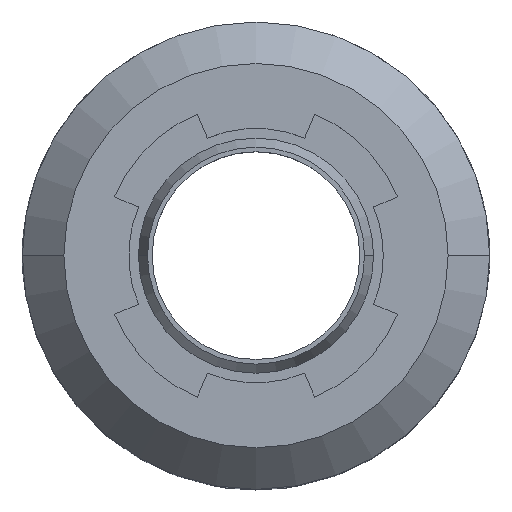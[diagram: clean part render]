
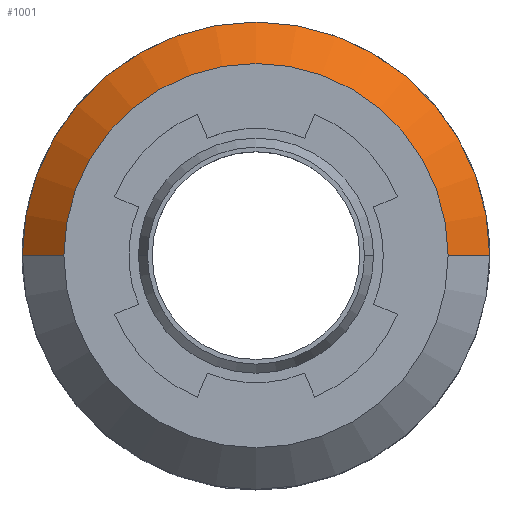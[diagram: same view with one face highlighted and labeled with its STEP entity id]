
A CAD part, top view. The second image highlights one B-rep face of the part: STEP entity #1001.
In plain terms, the highlighted conical face has half-angle 45 degrees and reference radius 18.5 mm.
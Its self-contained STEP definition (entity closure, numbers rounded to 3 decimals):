
#933 = ORIENTED_EDGE ( 'NONE', *, *, #934, .F. ) ;
#934 = EDGE_CURVE ( 'NONE', #955, #1049, #2891, .T. ) ;
#940 = ORIENTED_EDGE ( 'NONE', *, *, #1055, .F. ) ;
#955 = VERTEX_POINT ( 'NONE', #2985 ) ;
#956 = VERTEX_POINT ( 'NONE', #2984 ) ;
#957 = EDGE_CURVE ( 'NONE', #1057, #956, #2982, .T. ) ;
#958 = ORIENTED_EDGE ( 'NONE', *, *, #957, .T. ) ;
#975 = ORIENTED_EDGE ( 'NONE', *, *, #976, .F. ) ;
#976 = EDGE_CURVE ( 'NONE', #1057, #955, #3103, .T. ) ;
#1001 = ADVANCED_FACE ( 'NONE', ( #3148 ), #3147, .T. ) ;
#1002 = EDGE_LOOP ( 'NONE', ( #975, #958, #940, #933 ) ) ;
#1049 = VERTEX_POINT ( 'NONE', #3348 ) ;
#1055 = EDGE_CURVE ( 'NONE', #1049, #956, #3383, .T. ) ;
#1057 = VERTEX_POINT ( 'NONE', #3378 ) ;
#2888 = DIRECTION ( 'NONE',  ( -0.707, 0., -0.707 ) ) ;
#2889 = VECTOR ( 'NONE', #2888, 1000. ) ;
#2890 = CARTESIAN_POINT ( 'NONE',  ( -18.5, 0., 37. ) ) ;
#2891 = LINE ( 'NONE', #2890, #2889 ) ;
#2979 = DIRECTION ( 'NONE',  ( 0.707, 0., -0.707 ) ) ;
#2980 = VECTOR ( 'NONE', #2979, 1000. ) ;
#2981 = CARTESIAN_POINT ( 'NONE',  ( 18.5, 0., 37. ) ) ;
#2982 = LINE ( 'NONE', #2981, #2980 ) ;
#2984 = CARTESIAN_POINT ( 'NONE',  ( 22.5, 0., 33. ) ) ;
#2985 = CARTESIAN_POINT ( 'NONE',  ( -18.5, 0., 37. ) ) ;
#3099 = DIRECTION ( 'NONE',  ( 1., 0., 0. ) ) ;
#3100 = DIRECTION ( 'NONE',  ( 0., 0., 1. ) ) ;
#3101 = CARTESIAN_POINT ( 'NONE',  ( 0., 0., 37. ) ) ;
#3102 = AXIS2_PLACEMENT_3D ( 'NONE', #3101, #3100, #3099 ) ;
#3103 = CIRCLE ( 'NONE', #3102, 18.5 ) ;
#3147 = CONICAL_SURFACE ( 'NONE', #3149, 18.5, 0.785 ) ;
#3148 = FACE_OUTER_BOUND ( 'NONE', #1002, .T. ) ;
#3149 = AXIS2_PLACEMENT_3D ( 'NONE', #3205, #3204, #3203 ) ;
#3203 = DIRECTION ( 'NONE',  ( -1., 0., 0. ) ) ;
#3204 = DIRECTION ( 'NONE',  ( 0., 0., -1. ) ) ;
#3205 = CARTESIAN_POINT ( 'NONE',  ( 0., 0., 37. ) ) ;
#3348 = CARTESIAN_POINT ( 'NONE',  ( -22.5, 0., 33. ) ) ;
#3378 = CARTESIAN_POINT ( 'NONE',  ( 18.5, 0., 37. ) ) ;
#3379 = DIRECTION ( 'NONE',  ( 1., 0., 0. ) ) ;
#3380 = DIRECTION ( 'NONE',  ( 0., 0., -1. ) ) ;
#3381 = CARTESIAN_POINT ( 'NONE',  ( 0., 0., 33. ) ) ;
#3382 = AXIS2_PLACEMENT_3D ( 'NONE', #3381, #3380, #3379 ) ;
#3383 = CIRCLE ( 'NONE', #3382, 22.5 ) ;
